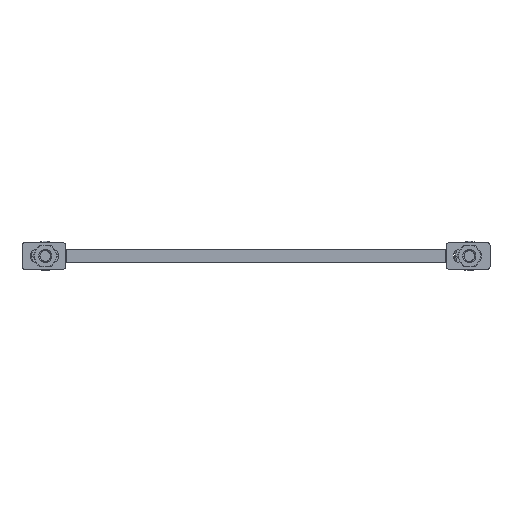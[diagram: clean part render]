
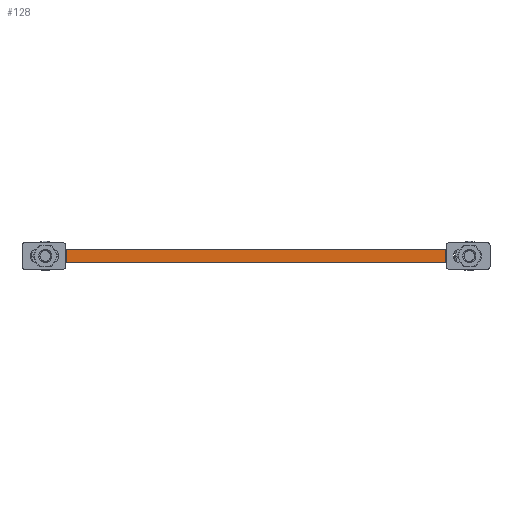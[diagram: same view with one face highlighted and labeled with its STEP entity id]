
A CAD part, front view. The second image highlights one B-rep face of the part: STEP entity #128.
In plain terms, the highlighted planar face has unit normal (0, -1, 0).
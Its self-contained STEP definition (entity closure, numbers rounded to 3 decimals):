
#128=ADVANCED_FACE('',(#347),#348,.F.);
#347=FACE_OUTER_BOUND('',#789,.T.);
#348=PLANE('',#790);
#789=EDGE_LOOP('',(#1631,#1632,#1633,#1634));
#790=AXIS2_PLACEMENT_3D('',#1635,#1636,#1637);
#1631=ORIENTED_EDGE('',*,*,#3072,.T.);
#1632=ORIENTED_EDGE('',*,*,#3073,.F.);
#1633=ORIENTED_EDGE('',*,*,#3074,.F.);
#1634=ORIENTED_EDGE('',*,*,#3075,.F.);
#1635=CARTESIAN_POINT('',(-85.195,-4.638,3.0));
#1636=DIRECTION('',(-0.0,1.0,0.0));
#1637=DIRECTION('',(1.0,0.0,0.0));
#3072=EDGE_CURVE('',#3640,#3641,#3642,.T.);
#3073=EDGE_CURVE('',#3643,#3641,#3644,.T.);
#3074=EDGE_CURVE('',#3645,#3643,#3646,.T.);
#3075=EDGE_CURVE('',#3640,#3645,#3647,.T.);
#3640=VERTEX_POINT('',#4454);
#3641=VERTEX_POINT('',#4455);
#3642=LINE('',#4456,#4457);
#3643=VERTEX_POINT('',#4458);
#3644=LINE('',#4459,#4460);
#3645=VERTEX_POINT('',#4461);
#3646=LINE('',#4462,#4463);
#3647=LINE('',#4464,#4465);
#4454=CARTESIAN_POINT('',(-84.845,-4.638,-3.0));
#4455=CARTESIAN_POINT('',(89.455,-4.638,-3.0));
#4456=CARTESIAN_POINT('',(-85.195,-4.638,-3.0));
#4457=VECTOR('',#5912,1000.0);
#4458=CARTESIAN_POINT('',(89.455,-4.638,3.0));
#4459=CARTESIAN_POINT('',(89.455,-4.638,-3.0));
#4460=VECTOR('',#5913,1000.0);
#4461=CARTESIAN_POINT('',(-84.845,-4.638,3.0));
#4462=CARTESIAN_POINT('',(-85.195,-4.638,3.0));
#4463=VECTOR('',#5914,1000.0);
#4464=CARTESIAN_POINT('',(-84.845,-4.638,-3.0));
#4465=VECTOR('',#5915,1000.0);
#5912=DIRECTION('',(1.0,0.0,0.0));
#5913=DIRECTION('',(-0.0,-0.0,-1.0));
#5914=DIRECTION('',(1.0,0.0,0.0));
#5915=DIRECTION('',(0.0,0.0,1.0));
